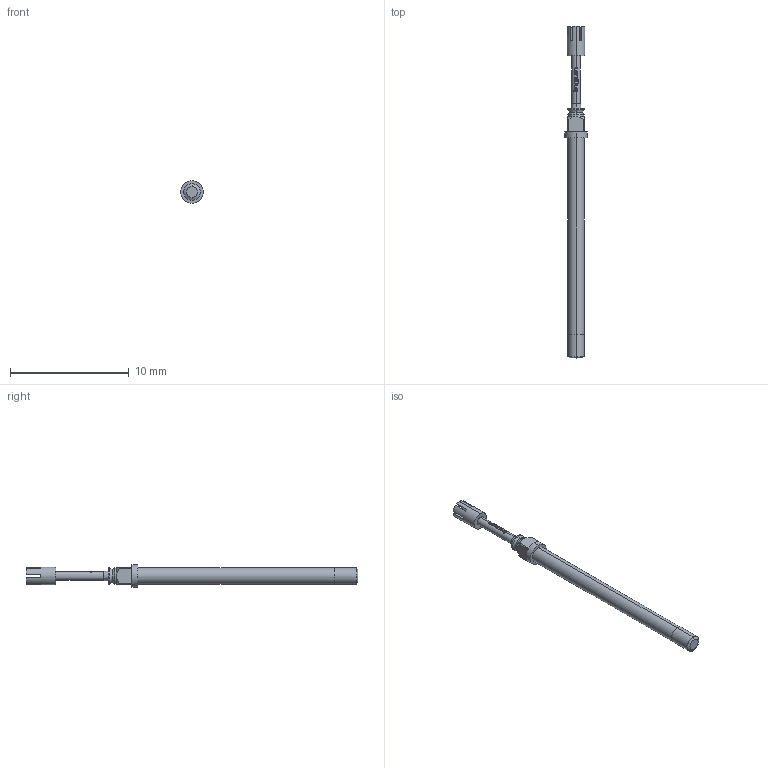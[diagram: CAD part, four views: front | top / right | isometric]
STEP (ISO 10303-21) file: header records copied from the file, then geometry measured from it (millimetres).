
FILE_DESCRIPTION (( 'STEP AP203' ), '1' );
FILE_NAME ('INGUN_GKS-899_319_150_A_xx02_M.STEP', '2023-09-22T05:53:57', ( '' ), ( '' ), 'SwSTEP 2.0', 'SolidWorks 2021', '' );
FILE_SCHEMA (( 'CONFIG_CONTROL_DESIGN' ));
Length unit declared in the file: millimetre
Products named in the file (1): INGUN_GKS-899_319_150_A_xx02_M
Bounding box: 1.9 x 27.9 x 1.9 mm (x, y, z)
Volume: 37.4 mm3; surface area: 128.1 mm2
Topology: 1 solids, 1 shells, 140 faces, 383 edges, 252 vertices
Faces by surface type: plane 68, cylinder 33, bspline 22, cone 13, torus 4
Entity records: 4770 total; most frequent: CARTESIAN_POINT 1278, ORIENTED_EDGE 766, DIRECTION 655, EDGE_CURVE 383, AXIS2_PLACEMENT_3D 257, VERTEX_POINT 252, EDGE_LOOP 147, VECTOR 141
